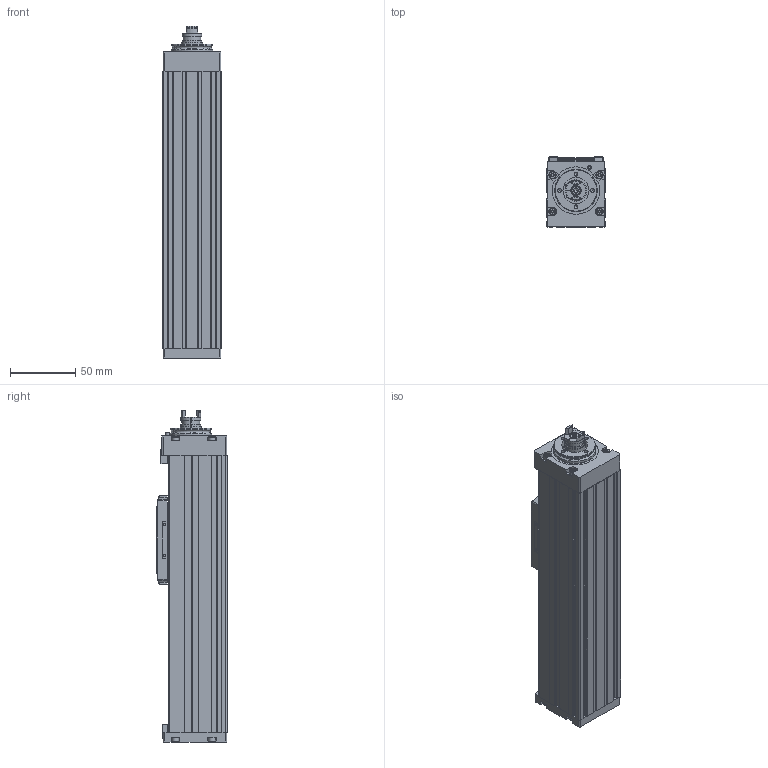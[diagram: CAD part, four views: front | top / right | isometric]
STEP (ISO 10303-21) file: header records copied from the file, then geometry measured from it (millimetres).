
FILE_DESCRIPTION(/* description */ ('STEP AP214'),/* implementation_level */ '2;1');
FILE_NAME(/* name */ '8061484_ELGC-BS-KF-45-100-10P',/* time_stamp */ '2024-08-27T17:48:54+02:00',/* author */ ('License CC BY-ND 4.0'),/* organization */ ('CADENAS'),/* preprocessor_version */ 'ST-DEVELOPER v19.3',/* originating_system */ 'PARTsolutions',/* authorisation */ ' ');
FILE_SCHEMA (('AUTOMOTIVE_DESIGN {1 0 10303 214 3 1 1}'));
Length unit declared in the file: millimetre
Products named in the file (7): 8061484 ELGC-BS-KF-45-100-10P---(0); 8058604 ELGC-BS-KF-45-100---(0000_g); 340116 G1/8-AEVU; 8058612 ELFC-KF-45---(Schlitt); 8141997 EAMC-15-GB8-D8x9-A; ISO 14579 M4x10(F); DIN-912 - M2.5x8(F)
Assembly tree (6 placements, depth 2):
  8061484 ELGC-BS-KF-45-100-10P---(0)
    8058604 ELGC-BS-KF-45-100---(0000_g)
    340116 G1/8-AEVU
    8058612 ELFC-KF-45---(Schlitt)
    8141997 EAMC-15-GB8-D8x9-A
    ISO 14579 M4x10(F)
    DIN-912 - M2.5x8(F)
Bounding box: 45 x 54 x 254.2 mm (x, y, z)
Volume: 438904.6 mm3; surface area: 100849 mm2
Topology: 6 solids, 6 shells, 772 faces, 2019 edges, 1312 vertices
Faces by surface type: plane 391, cylinder 303, cone 65, torus 13
Full cylindrical faces by diameter (mm): 1.567 x4, 2.013 x1, 2.5 x2, 3 x4, 3.242 x7, 4 x7, 4.5 x1, 4.7 x2, 5.5 x8, 6.2 x1, 7 x1, 8 x1, 8.3 x1, 8.566 x1, 20 x1, 31.8 x1, 32 x1
Entity records: 24755 total; most frequent: CARTESIAN_POINT 4239, DIRECTION 4035, ORIENTED_EDGE 3784, EDGE_CURVE 1892, AXIS2_PLACEMENT_3D 1441, VERTEX_POINT 1293, LINE 1153, VECTOR 1153
